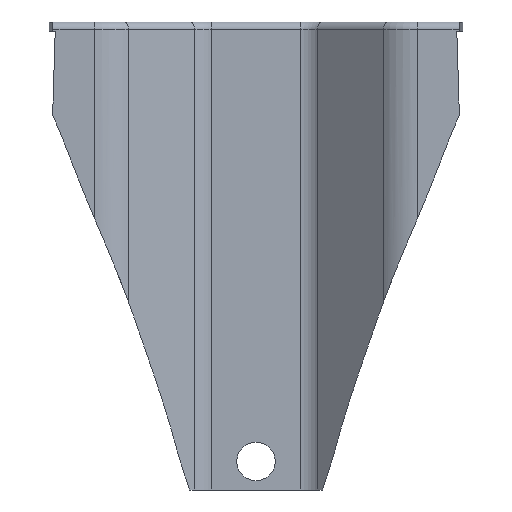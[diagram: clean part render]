
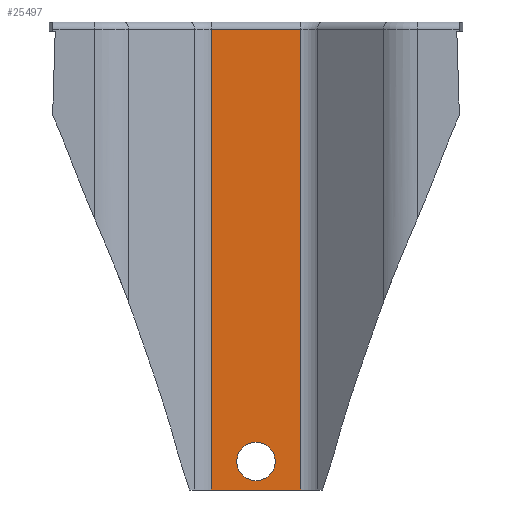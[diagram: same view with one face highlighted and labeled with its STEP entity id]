
A CAD part, front view. The second image highlights one B-rep face of the part: STEP entity #25497.
In plain terms, the highlighted planar face has unit normal (0, -1, 0).
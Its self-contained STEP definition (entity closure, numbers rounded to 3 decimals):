
#143 = EDGE_LOOP ( 'NONE', ( #15109, #4415, #4395, #28354 ) ) ;
#328 = DIRECTION ( 'NONE',  ( 0., 0., -1. ) ) ;
#505 = CARTESIAN_POINT ( 'NONE',  ( 14.533, -32.75, -2.4 ) ) ;
#1120 = VECTOR ( 'NONE', #28745, 1000. ) ;
#1875 = FACE_OUTER_BOUND ( 'NONE', #143, .T. ) ;
#2274 = CARTESIAN_POINT ( 'NONE',  ( -14.533, -32.75, -152.3 ) ) ;
#4048 = CARTESIAN_POINT ( 'NONE',  ( -14.533, -32.75, -155. ) ) ;
#4368 = LINE ( 'NONE', #17230, #1120 ) ;
#4395 = ORIENTED_EDGE ( 'NONE', *, *, #28259, .T. ) ;
#4415 = ORIENTED_EDGE ( 'NONE', *, *, #20065, .T. ) ;
#4557 = VECTOR ( 'NONE', #12599, 1000. ) ;
#4850 = VERTEX_POINT ( 'NONE', #21515 ) ;
#5624 = EDGE_CURVE ( 'NONE', #11409, #12544, #27715, .T. ) ;
#5729 = LINE ( 'NONE', #27775, #28906 ) ;
#6412 = PLANE ( 'NONE',  #15678 ) ;
#8816 = LINE ( 'NONE', #2274, #25932 ) ;
#10246 = EDGE_LOOP ( 'NONE', ( #12699 ) ) ;
#11409 = VERTEX_POINT ( 'NONE', #14238 ) ;
#11926 = DIRECTION ( 'NONE',  ( -1., 0., 0. ) ) ;
#12544 = VERTEX_POINT ( 'NONE', #23853 ) ;
#12599 = DIRECTION ( 'NONE',  ( 1., 0., 0. ) ) ;
#12699 = ORIENTED_EDGE ( 'NONE', *, *, #13382, .F. ) ;
#13350 = VERTEX_POINT ( 'NONE', #505 ) ;
#13382 = EDGE_CURVE ( 'NONE', #4850, #4850, #21529, .T. ) ;
#13491 = CARTESIAN_POINT ( 'NONE',  ( -14.533, -32.75, -2.4 ) ) ;
#14238 = CARTESIAN_POINT ( 'NONE',  ( -14.533, -32.75, -152.3 ) ) ;
#14529 = EDGE_CURVE ( 'NONE', #12544, #13350, #4368, .T. ) ;
#15109 = ORIENTED_EDGE ( 'NONE', *, *, #14529, .T. ) ;
#15678 = AXIS2_PLACEMENT_3D ( 'NONE', #4048, #19958, #26928 ) ;
#17230 = CARTESIAN_POINT ( 'NONE',  ( 14.533, -32.75, 0. ) ) ;
#17911 = FACE_BOUND ( 'NONE', #10246, .T. ) ;
#19958 = DIRECTION ( 'NONE',  ( 0., -1., 0. ) ) ;
#20065 = EDGE_CURVE ( 'NONE', #13350, #25558, #5729, .T. ) ;
#21515 = CARTESIAN_POINT ( 'NONE',  ( 0., -32.75, -149.25 ) ) ;
#21529 = CIRCLE ( 'NONE', #25511, 6.25 ) ;
#23117 = CARTESIAN_POINT ( 'NONE',  ( 0., -32.75, -143. ) ) ;
#23853 = CARTESIAN_POINT ( 'NONE',  ( 14.533, -32.75, -152.3 ) ) ;
#24046 = CARTESIAN_POINT ( 'NONE',  ( -14.533, -32.75, -152.3 ) ) ;
#25497 = ADVANCED_FACE ( 'NONE', ( #17911, #1875 ), #6412, .T. ) ;
#25511 = AXIS2_PLACEMENT_3D ( 'NONE', #23117, #25605, #328 ) ;
#25558 = VERTEX_POINT ( 'NONE', #13491 ) ;
#25605 = DIRECTION ( 'NONE',  ( 0., -1., 0. ) ) ;
#25932 = VECTOR ( 'NONE', #27251, 1000. ) ;
#26928 = DIRECTION ( 'NONE',  ( 0., 0., -1. ) ) ;
#27251 = DIRECTION ( 'NONE',  ( 0., 0., -1. ) ) ;
#27715 = LINE ( 'NONE', #24046, #4557 ) ;
#27775 = CARTESIAN_POINT ( 'NONE',  ( -14.533, -32.75, -2.4 ) ) ;
#28259 = EDGE_CURVE ( 'NONE', #25558, #11409, #8816, .T. ) ;
#28354 = ORIENTED_EDGE ( 'NONE', *, *, #5624, .T. ) ;
#28745 = DIRECTION ( 'NONE',  ( 0., 0., 1. ) ) ;
#28906 = VECTOR ( 'NONE', #11926, 1000. ) ;
